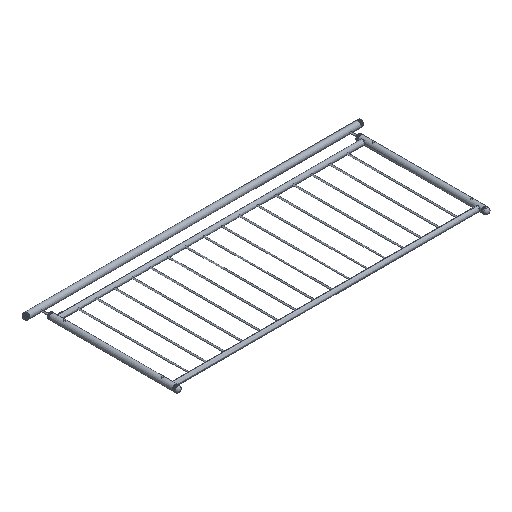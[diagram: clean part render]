
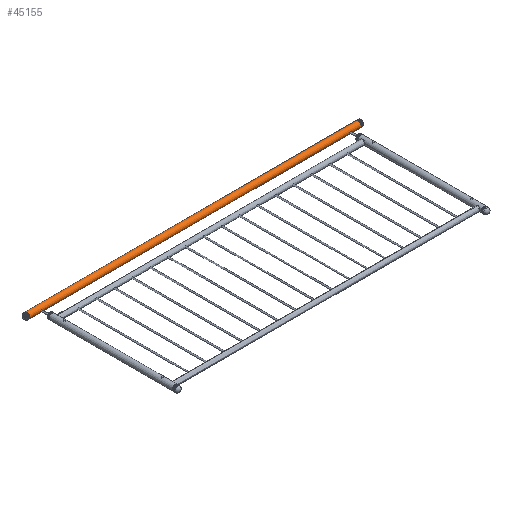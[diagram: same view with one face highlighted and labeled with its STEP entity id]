
A CAD part, isometric view. The second image highlights one B-rep face of the part: STEP entity #45155.
In plain terms, the highlighted cylindrical face has radius 21.2 mm (diameter 42.4 mm), a full revolution.
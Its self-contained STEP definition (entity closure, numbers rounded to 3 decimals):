
#4712 = EDGE_LOOP ( 'NONE', ( #120222 ) ) ;
#6711 = VERTEX_POINT ( 'NONE', #116874 ) ;
#8567 = DIRECTION ( 'NONE',  ( 1., 0., 0. ) ) ;
#10929 = CARTESIAN_POINT ( 'NONE',  ( -1193., 0., 0. ) ) ;
#16538 = ORIENTED_EDGE ( 'NONE', *, *, #21560, .F. ) ;
#17993 = DIRECTION ( 'NONE',  ( 0., 0., -1. ) ) ;
#21560 = EDGE_CURVE ( 'NONE', #6711, #6711, #43946, .T. ) ;
#22127 = CYLINDRICAL_SURFACE ( 'NONE', #24420, 21.2 ) ;
#24420 = AXIS2_PLACEMENT_3D ( 'NONE', #27714, #69457, #130179 ) ;
#27714 = CARTESIAN_POINT ( 'NONE',  ( 1193., 0., 0. ) ) ;
#34594 = AXIS2_PLACEMENT_3D ( 'NONE', #69200, #8567, #17993 ) ;
#43946 = CIRCLE ( 'NONE', #34594, 21.2 ) ;
#45155 = ADVANCED_FACE ( 'NONE', ( #50900, #75114 ), #22127, .T. ) ;
#50900 = FACE_OUTER_BOUND ( 'NONE', #75492, .T. ) ;
#69200 = CARTESIAN_POINT ( 'NONE',  ( 1193., 0., 0. ) ) ;
#69457 = DIRECTION ( 'NONE',  ( -1., 0., 0. ) ) ;
#71591 = DIRECTION ( 'NONE',  ( 0., 0., -1. ) ) ;
#75114 = FACE_OUTER_BOUND ( 'NONE', #4712, .T. ) ;
#75492 = EDGE_LOOP ( 'NONE', ( #16538 ) ) ;
#81231 = AXIS2_PLACEMENT_3D ( 'NONE', #10929, #81946, #71591 ) ;
#81946 = DIRECTION ( 'NONE',  ( 1., 0., 0. ) ) ;
#86066 = VERTEX_POINT ( 'NONE', #128973 ) ;
#111026 = CIRCLE ( 'NONE', #81231, 21.2 ) ;
#116062 = EDGE_CURVE ( 'NONE', #86066, #86066, #111026, .T. ) ;
#116874 = CARTESIAN_POINT ( 'NONE',  ( 1193., 0., -21.2 ) ) ;
#120222 = ORIENTED_EDGE ( 'NONE', *, *, #116062, .T. ) ;
#128973 = CARTESIAN_POINT ( 'NONE',  ( -1193., 0., -21.2 ) ) ;
#130179 = DIRECTION ( 'NONE',  ( 0., 0., 1. ) ) ;
